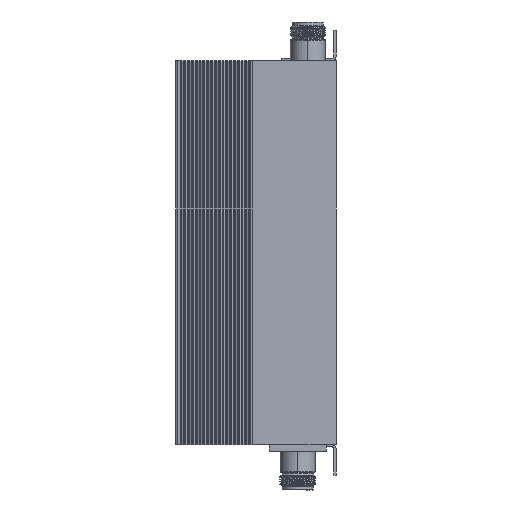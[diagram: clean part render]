
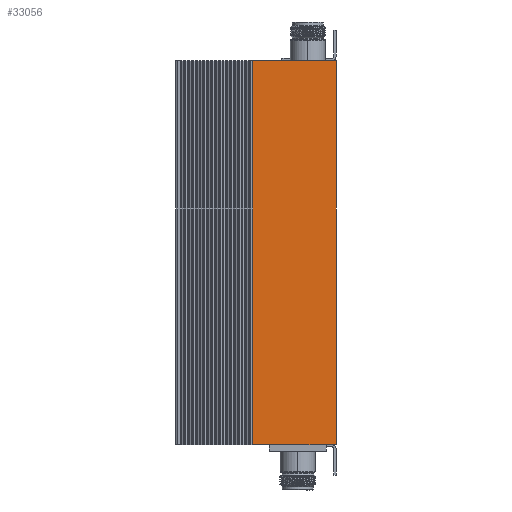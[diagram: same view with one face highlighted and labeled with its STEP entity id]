
A CAD part, front view. The second image highlights one B-rep face of the part: STEP entity #33056.
In plain terms, the highlighted planar face has unit normal (0, -1, 0).
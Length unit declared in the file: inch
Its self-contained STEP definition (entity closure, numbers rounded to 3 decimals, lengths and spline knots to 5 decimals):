
#638 = LINE ( 'NONE', #35804, #24082 ) ;
#652 = LINE ( 'NONE', #59265, #44554 ) ;
#1315 = AXIS2_PLACEMENT_3D ( 'NONE', #15629, #14978, #60879 ) ;
#1492 = LINE ( 'NONE', #36983, #46973 ) ;
#8799 = CARTESIAN_POINT ( 'NONE',  ( 126.48389, -9.50188, 0. ) ) ;
#11607 = ORIENTED_EDGE ( 'NONE', *, *, #32018, .T. ) ;
#12898 = VECTOR ( 'NONE', #62525, 39.37008 ) ;
#14978 = DIRECTION ( 'NONE',  ( 0., 1., 0. ) ) ;
#15340 = EDGE_LOOP ( 'NONE', ( #11607, #39118, #19689, #49047 ) ) ;
#15629 = CARTESIAN_POINT ( 'NONE',  ( 126.48389, -9.50188, 6.69291 ) ) ;
#17889 = VERTEX_POINT ( 'NONE', #56389 ) ;
#19689 = ORIENTED_EDGE ( 'NONE', *, *, #58871, .F. ) ;
#20812 = EDGE_CURVE ( 'NONE', #33493, #17889, #1492, .T. ) ;
#24082 = VECTOR ( 'NONE', #44267, 39.37008 ) ;
#25650 = CARTESIAN_POINT ( 'NONE',  ( 125.0272, -9.50188, 6.69291 ) ) ;
#26079 = VERTEX_POINT ( 'NONE', #57209 ) ;
#28420 = CARTESIAN_POINT ( 'NONE',  ( 125.0272, -9.50188, 0. ) ) ;
#32018 = EDGE_CURVE ( 'NONE', #26079, #17889, #638, .T. ) ;
#33056 = ADVANCED_FACE ( 'NONE', ( #50150 ), #36136, .F. ) ;
#33493 = VERTEX_POINT ( 'NONE', #25650 ) ;
#35804 = CARTESIAN_POINT ( 'NONE',  ( 126.48389, -9.50188, 6.69291 ) ) ;
#36136 = PLANE ( 'NONE',  #1315 ) ;
#36983 = CARTESIAN_POINT ( 'NONE',  ( 123.71421, -9.50188, 6.69291 ) ) ;
#39118 = ORIENTED_EDGE ( 'NONE', *, *, #20812, .F. ) ;
#41195 = VERTEX_POINT ( 'NONE', #28420 ) ;
#44267 = DIRECTION ( 'NONE',  ( 0., 0., 1. ) ) ;
#44554 = VECTOR ( 'NONE', #49498, 39.37008 ) ;
#46973 = VECTOR ( 'NONE', #61700, 39.37008 ) ;
#49047 = ORIENTED_EDGE ( 'NONE', *, *, #53832, .T. ) ;
#49498 = DIRECTION ( 'NONE',  ( 0., 0., 1. ) ) ;
#50150 = FACE_OUTER_BOUND ( 'NONE', #15340, .T. ) ;
#53413 = LINE ( 'NONE', #8799, #12898 ) ;
#53832 = EDGE_CURVE ( 'NONE', #41195, #26079, #53413, .T. ) ;
#56389 = CARTESIAN_POINT ( 'NONE',  ( 126.48389, -9.50188, 6.69291 ) ) ;
#57209 = CARTESIAN_POINT ( 'NONE',  ( 126.48389, -9.50188, 0. ) ) ;
#58871 = EDGE_CURVE ( 'NONE', #41195, #33493, #652, .T. ) ;
#59265 = CARTESIAN_POINT ( 'NONE',  ( 125.0272, -9.50188, 6.69291 ) ) ;
#60879 = DIRECTION ( 'NONE',  ( 0., 0., 1. ) ) ;
#61700 = DIRECTION ( 'NONE',  ( 1., 0., 0. ) ) ;
#62525 = DIRECTION ( 'NONE',  ( 1., 0., 0. ) ) ;
